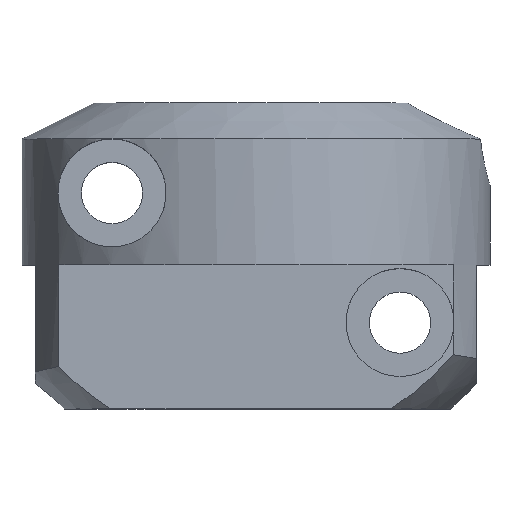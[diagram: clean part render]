
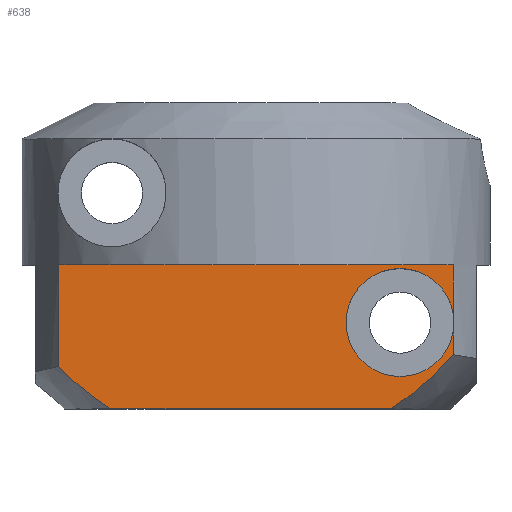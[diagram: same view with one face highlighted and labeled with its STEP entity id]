
A CAD part, top view. The second image highlights one B-rep face of the part: STEP entity #638.
In plain terms, the highlighted planar face has unit normal (0, 0, 1).
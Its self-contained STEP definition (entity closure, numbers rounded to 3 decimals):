
#47=FACE_OUTER_BOUND('',#82,.T.);
#82=EDGE_LOOP('',(#426,#427,#428,#429,#430,#431,#432,#433,#434));
#121=CIRCLE('',#689,14.716);
#122=CIRCLE('',#690,14.716);
#123=CIRCLE('',#691,3.);
#124=CIRCLE('',#692,3.);
#158=LINE('',#972,#210);
#159=LINE('',#974,#211);
#160=LINE('',#976,#212);
#161=LINE('',#980,#213);
#162=LINE('',#984,#214);
#210=VECTOR('',#770,10.);
#211=VECTOR('',#771,10.);
#212=VECTOR('',#772,10.);
#213=VECTOR('',#775,10.);
#214=VECTOR('',#778,10.);
#263=VERTEX_POINT('',#970);
#264=VERTEX_POINT('',#971);
#265=VERTEX_POINT('',#973);
#266=VERTEX_POINT('',#975);
#267=VERTEX_POINT('',#977);
#268=VERTEX_POINT('',#979);
#269=VERTEX_POINT('',#981);
#270=VERTEX_POINT('',#983);
#271=VERTEX_POINT('',#985);
#328=EDGE_CURVE('',#263,#264,#158,.T.);
#329=EDGE_CURVE('',#263,#265,#159,.T.);
#330=EDGE_CURVE('',#266,#265,#160,.T.);
#331=EDGE_CURVE('',#267,#266,#121,.T.);
#332=EDGE_CURVE('',#267,#268,#161,.T.);
#333=EDGE_CURVE('',#269,#268,#122,.T.);
#334=EDGE_CURVE('',#270,#269,#162,.T.);
#335=EDGE_CURVE('',#270,#271,#123,.T.);
#336=EDGE_CURVE('',#271,#264,#124,.T.);
#426=ORIENTED_EDGE('',*,*,#328,.F.);
#427=ORIENTED_EDGE('',*,*,#329,.T.);
#428=ORIENTED_EDGE('',*,*,#330,.F.);
#429=ORIENTED_EDGE('',*,*,#331,.F.);
#430=ORIENTED_EDGE('',*,*,#332,.T.);
#431=ORIENTED_EDGE('',*,*,#333,.F.);
#432=ORIENTED_EDGE('',*,*,#334,.F.);
#433=ORIENTED_EDGE('',*,*,#335,.T.);
#434=ORIENTED_EDGE('',*,*,#336,.T.);
#619=PLANE('',#688);
#638=ADVANCED_FACE('',(#47),#619,.F.);
#688=AXIS2_PLACEMENT_3D('',#969,#768,#769);
#689=AXIS2_PLACEMENT_3D('',#978,#773,#774);
#690=AXIS2_PLACEMENT_3D('',#982,#776,#777);
#691=AXIS2_PLACEMENT_3D('',#986,#779,#780);
#692=AXIS2_PLACEMENT_3D('',#987,#781,#782);
#768=DIRECTION('center_axis',(0.,0.,-1.));
#769=DIRECTION('ref_axis',(-1.,0.,0.));
#770=DIRECTION('',(0.,-1.,0.));
#771=DIRECTION('',(-1.,0.,0.));
#772=DIRECTION('',(0.,1.,0.));
#773=DIRECTION('center_axis',(0.,0.,-1.));
#774=DIRECTION('ref_axis',(0.,1.,0.));
#775=DIRECTION('',(1.,0.,0.));
#776=DIRECTION('center_axis',(0.,0.,-1.));
#777=DIRECTION('ref_axis',(0.,1.,0.));
#778=DIRECTION('',(0.,-1.,0.));
#779=DIRECTION('center_axis',(0.,0.,-1.));
#780=DIRECTION('ref_axis',(1.,0.,0.));
#781=DIRECTION('center_axis',(0.,0.,-1.));
#782=DIRECTION('ref_axis',(1.,0.,0.));
#969=CARTESIAN_POINT('Origin',(5.875,-12.2,7.));
#970=CARTESIAN_POINT('',(12.029,-9.,7.));
#971=CARTESIAN_POINT('',(12.029,-11.679,7.));
#972=CARTESIAN_POINT('',(12.029,-9.,7.));
#973=CARTESIAN_POINT('',(-9.879,-9.,7.));
#974=CARTESIAN_POINT('',(-9.812,-9.,7.));
#975=CARTESIAN_POINT('',(-9.879,-14.647,7.));
#976=CARTESIAN_POINT('',(-9.879,-9.,7.));
#977=CARTESIAN_POINT('',(-6.987,-17.,7.));
#978=CARTESIAN_POINT('Origin',(0.779,-4.5,7.));
#979=CARTESIAN_POINT('',(8.545,-17.,7.));
#980=CARTESIAN_POINT('',(-1.549,-17.,7.));
#981=CARTESIAN_POINT('',(12.029,-13.987,7.));
#982=CARTESIAN_POINT('Origin',(0.779,-4.5,7.));
#983=CARTESIAN_POINT('',(12.029,-12.721,7.));
#984=CARTESIAN_POINT('',(12.029,-9.,7.));
#985=CARTESIAN_POINT('',(6.075,-12.2,7.));
#986=CARTESIAN_POINT('Origin',(9.075,-12.2,7.));
#987=CARTESIAN_POINT('Origin',(9.075,-12.2,7.));
